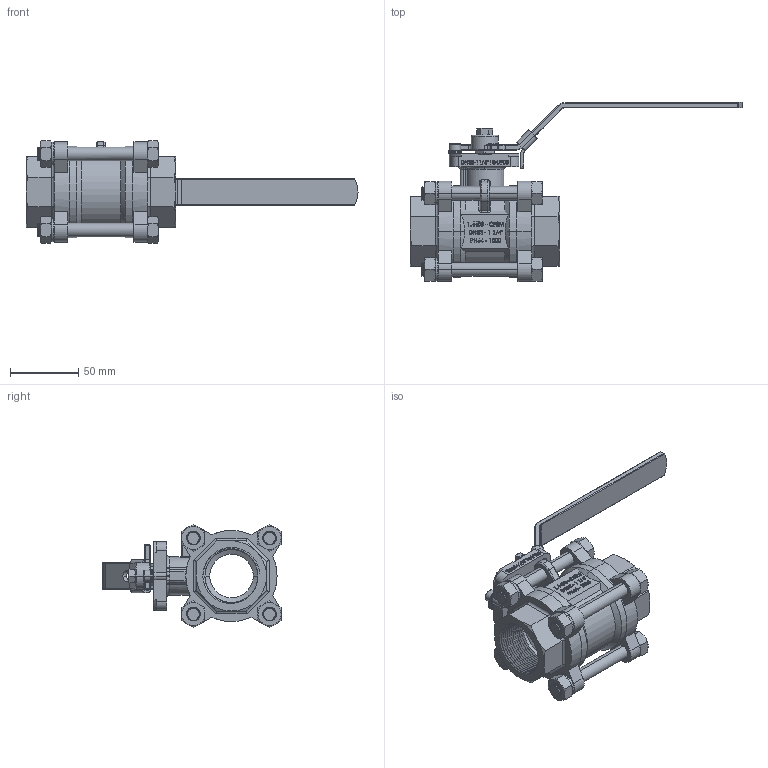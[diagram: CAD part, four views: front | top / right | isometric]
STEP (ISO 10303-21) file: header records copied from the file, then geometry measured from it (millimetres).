
FILE_DESCRIPTION (( 'STEP AP203' ), '1' );
FILE_NAME ('一又四分之一.STEP', '2018-01-10T07:17:14', ( '' ), ( '' ), 'SwSTEP 2.0', 'SolidWorks 2014', '' );
FILE_SCHEMA (( 'CONFIG_CONTROL_DESIGN' ));
Length unit declared in the file: millimetre
Products named in the file (23): G-B1DA540; G-10E2640; D-34F52X0; G-B3CA440; 一又四分之一; T-34E08T0; E-34E0461; G-10A2640; G-34E2540; F-25F0361; M-25E2140(掛鎖); T-34E07G0; T-35F05C1; M-25E2140; G-34E2740; T-35F06C1; G-34E1150; T-34E07C0; G-25E3060; G-34F1840; T-52G07G0; G-10E1940; C-34F016-S00
Assembly tree (44 placements, depth 2):
  一又四分之一
    C-34F016-S00
    D-34F52X0  x2
    E-34E0461
    F-25F0361
    T-35F05C1  x2
    T-35F06C1  x2
    T-34E07C0  x2
    G-34F1840  x4
    G-10E1940  x4
    G-10E2640  x4
    T-34E08T0  x4
    G-34E2540  x5
    T-34E07G0
    G-34E2740
    G-34E1150  x2
    G-25E3060
    T-52G07G0
    G-B1DA540
    G-B3CA440
    G-10A2640  x2
    M-25E2140(掛鎖)
    M-25E2140
Bounding box: 244 x 131.6 x 75.63 mm (x, y, z)
Volume: 293030.3 mm3; surface area: 146310 mm2
Topology: 44 solids, 44 shells, 1965 faces, 4913 edges, 3070 vertices
Faces by surface type: cylinder 684, plane 658, bspline 238, cone 210, torus 111, sphere 64
Entity records: 66618 total; most frequent: CARTESIAN_POINT 32630, ORIENTED_EDGE 6962, DIRECTION 5636, EDGE_CURVE 3481, VERTEX_POINT 2226, AXIS2_PLACEMENT_3D 1915, VECTOR 1806, LINE 1806
